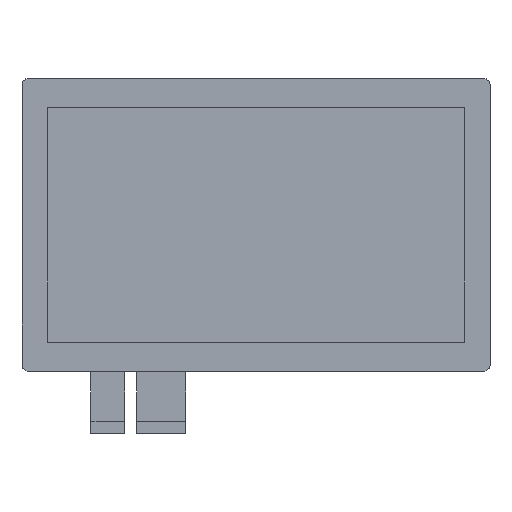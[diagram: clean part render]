
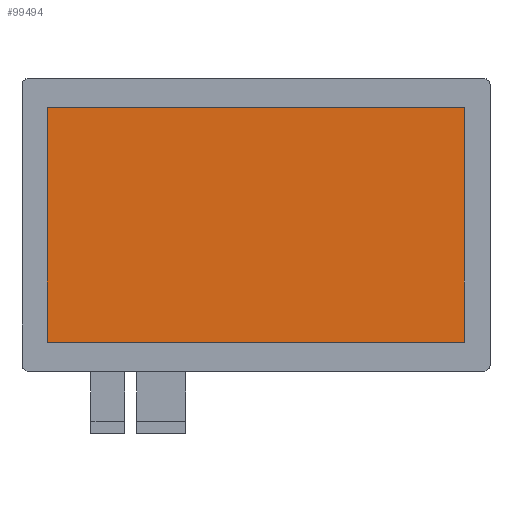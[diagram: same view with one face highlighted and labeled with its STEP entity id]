
A CAD part, top view. The second image highlights one B-rep face of the part: STEP entity #99494.
In plain terms, the highlighted planar face has unit normal (0, 0, 1).
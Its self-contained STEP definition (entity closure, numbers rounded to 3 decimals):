
#10982=FACE_OUTER_BOUND('',#16422,.T.);
#16422=EDGE_LOOP('',(#90906,#90907,#90908,#90909));
#27253=LINE('',#188976,#38092);
#27254=LINE('',#188978,#38093);
#27255=LINE('',#188980,#38094);
#27256=LINE('',#188981,#38095);
#38092=VECTOR('',#134758,10.);
#38093=VECTOR('',#134759,10.);
#38094=VECTOR('',#134760,10.);
#38095=VECTOR('',#134761,10.);
#47308=VERTEX_POINT('',#188974);
#47309=VERTEX_POINT('',#188975);
#47310=VERTEX_POINT('',#188977);
#47311=VERTEX_POINT('',#188979);
#61854=EDGE_CURVE('',#47308,#47309,#27253,.T.);
#61855=EDGE_CURVE('',#47310,#47308,#27254,.T.);
#61856=EDGE_CURVE('',#47311,#47310,#27255,.T.);
#61857=EDGE_CURVE('',#47309,#47311,#27256,.T.);
#90906=ORIENTED_EDGE('',*,*,#61854,.F.);
#90907=ORIENTED_EDGE('',*,*,#61855,.F.);
#90908=ORIENTED_EDGE('',*,*,#61856,.F.);
#90909=ORIENTED_EDGE('',*,*,#61857,.F.);
#94340=PLANE('',#107661);
#99494=ADVANCED_FACE('',(#10982),#94340,.T.);
#107661=AXIS2_PLACEMENT_3D('',#188973,#134756,#134757);
#134756=DIRECTION('center_axis',(0.,0.,1.));
#134757=DIRECTION('ref_axis',(1.,0.,0.));
#134758=DIRECTION('',(1.,0.,0.));
#134759=DIRECTION('',(0.,1.,0.));
#134760=DIRECTION('',(-1.,0.,0.));
#134761=DIRECTION('',(0.,-1.,0.));
#188973=CARTESIAN_POINT('Origin',(0.2,0.,
0.));
#188974=CARTESIAN_POINT('',(-172.15,96.8,0.));
#188975=CARTESIAN_POINT('',(172.15,96.8,0.));
#188976=CARTESIAN_POINT('',(86.175,96.8,0.));
#188977=CARTESIAN_POINT('',(-172.15,-96.8,0.));
#188978=CARTESIAN_POINT('',(-172.15,48.4,0.));
#188979=CARTESIAN_POINT('',(172.15,-96.8,0.));
#188980=CARTESIAN_POINT('',(-85.975,-96.8,0.));
#188981=CARTESIAN_POINT('',(172.15,-48.4,0.));
